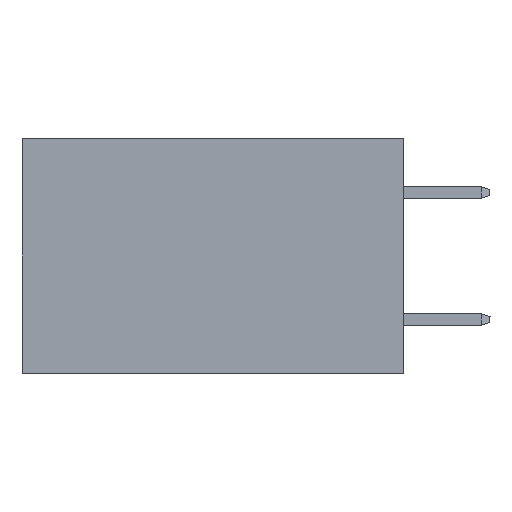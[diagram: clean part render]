
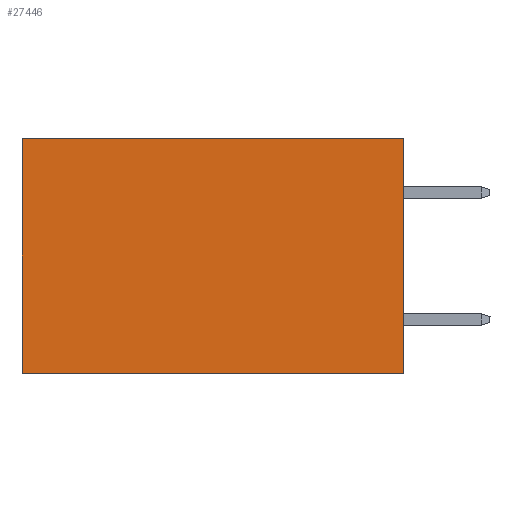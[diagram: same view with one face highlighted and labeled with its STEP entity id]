
A CAD part, left-side view. The second image highlights one B-rep face of the part: STEP entity #27446.
In plain terms, the highlighted planar face has unit normal (-1, 0, 0).
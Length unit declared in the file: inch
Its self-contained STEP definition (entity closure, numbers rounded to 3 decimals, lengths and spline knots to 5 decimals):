
#1408 = AXIS2_PLACEMENT_3D ( 'NONE', #22368, #22218, #12336 ) ;
#1519 = VERTEX_POINT ( 'NONE', #20679 ) ;
#4300 = LINE ( 'NONE', #8915, #17726 ) ;
#4741 = EDGE_CURVE ( 'NONE', #6995, #30831, #5010, .T. ) ;
#5010 = LINE ( 'NONE', #12332, #28572 ) ;
#5619 = VECTOR ( 'NONE', #26470, 39.37008 ) ;
#6995 = VERTEX_POINT ( 'NONE', #9747 ) ;
#8915 = CARTESIAN_POINT ( 'NONE',  ( 0.2875, 0.6, 0. ) ) ;
#9747 = CARTESIAN_POINT ( 'NONE',  ( 0.2875, 0., 0. ) ) ;
#11143 = EDGE_CURVE ( 'NONE', #30831, #1519, #23406, .T. ) ;
#11300 = CARTESIAN_POINT ( 'NONE',  ( 0.2875, 0., -0.37 ) ) ;
#12332 = CARTESIAN_POINT ( 'NONE',  ( 0.2875, 0., 0. ) ) ;
#12336 = DIRECTION ( 'NONE',  ( 0., 0., -1. ) ) ;
#12495 = PLANE ( 'NONE',  #1408 ) ;
#13515 = EDGE_LOOP ( 'NONE', ( #30682, #26620, #22567, #24808 ) ) ;
#14843 = VECTOR ( 'NONE', #21041, 39.37008 ) ;
#15061 = CARTESIAN_POINT ( 'NONE',  ( 0.2875, 0.6, 0. ) ) ;
#16460 = LINE ( 'NONE', #24086, #5619 ) ;
#17726 = VECTOR ( 'NONE', #18305, 39.37008 ) ;
#18305 = DIRECTION ( 'NONE',  ( 0., 0., -1. ) ) ;
#20679 = CARTESIAN_POINT ( 'NONE',  ( 0.2875, 0.6, -0.37 ) ) ;
#21041 = DIRECTION ( 'NONE',  ( 0., 1., 0. ) ) ;
#22218 = DIRECTION ( 'NONE',  ( 1., 0., 0. ) ) ;
#22368 = CARTESIAN_POINT ( 'NONE',  ( 0.2875, 0., 0. ) ) ;
#22567 = ORIENTED_EDGE ( 'NONE', *, *, #4741, .F. ) ;
#23406 = LINE ( 'NONE', #11300, #14843 ) ;
#24086 = CARTESIAN_POINT ( 'NONE',  ( 0.2875, 0., 0. ) ) ;
#24605 = DIRECTION ( 'NONE',  ( 0., 0., -1. ) ) ;
#24808 = ORIENTED_EDGE ( 'NONE', *, *, #30870, .T. ) ;
#24903 = FACE_OUTER_BOUND ( 'NONE', #13515, .T. ) ;
#26470 = DIRECTION ( 'NONE',  ( 0., 1., 0. ) ) ;
#26620 = ORIENTED_EDGE ( 'NONE', *, *, #11143, .F. ) ;
#27446 = ADVANCED_FACE ( 'NONE', ( #24903 ), #12495, .F. ) ;
#28572 = VECTOR ( 'NONE', #24605, 39.37008 ) ;
#28623 = EDGE_CURVE ( 'NONE', #30750, #1519, #4300, .T. ) ;
#30682 = ORIENTED_EDGE ( 'NONE', *, *, #28623, .T. ) ;
#30750 = VERTEX_POINT ( 'NONE', #15061 ) ;
#30831 = VERTEX_POINT ( 'NONE', #31415 ) ;
#30870 = EDGE_CURVE ( 'NONE', #6995, #30750, #16460, .T. ) ;
#31415 = CARTESIAN_POINT ( 'NONE',  ( 0.2875, 0., -0.37 ) ) ;
